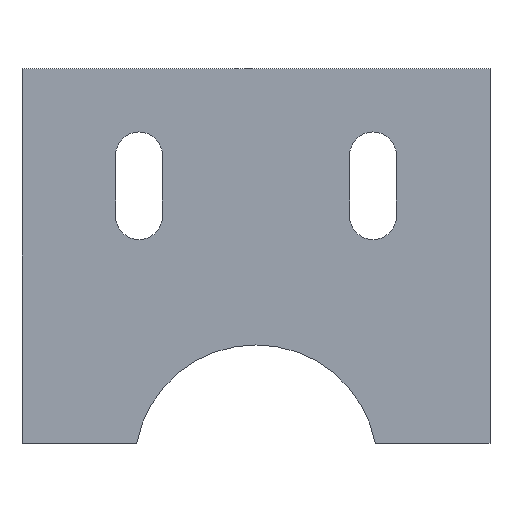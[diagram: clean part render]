
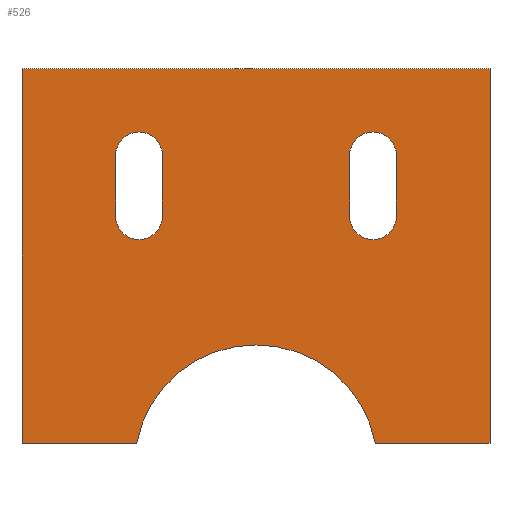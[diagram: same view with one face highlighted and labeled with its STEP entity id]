
A CAD part, front view. The second image highlights one B-rep face of the part: STEP entity #526.
In plain terms, the highlighted planar face has unit normal (0, -1, 0).
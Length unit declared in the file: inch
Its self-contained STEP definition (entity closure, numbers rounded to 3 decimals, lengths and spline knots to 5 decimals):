
#37=FACE_BOUND('',#125,.T.);
#38=FACE_BOUND('',#126,.T.);
#58=CIRCLE('',#578,0.65);
#59=CIRCLE('',#583,0.125);
#60=CIRCLE('',#586,0.125);
#61=CIRCLE('',#589,0.125);
#62=CIRCLE('',#592,0.125);
#88=FACE_OUTER_BOUND('',#124,.T.);
#124=EDGE_LOOP('',(#473,#474,#475,#476,#477,#478));
#125=EDGE_LOOP('',(#479,#480,#481,#482));
#126=EDGE_LOOP('',(#483,#484,#485,#486));
#128=LINE('',#753,#176);
#134=LINE('',#769,#182);
#158=LINE('',#854,#206);
#162=LINE('',#863,#210);
#164=LINE('',#870,#212);
#168=LINE('',#879,#216);
#170=LINE('',#886,#218);
#173=LINE('',#890,#221);
#174=LINE('',#892,#222);
#176=VECTOR('',#602,0.3937);
#182=VECTOR('',#614,0.3937);
#206=VECTOR('',#700,0.3937);
#210=VECTOR('',#710,0.3937);
#212=VECTOR('',#718,0.3937);
#216=VECTOR('',#728,0.3937);
#218=VECTOR('',#736,0.3937);
#221=VECTOR('',#741,0.3937);
#222=VECTOR('',#744,0.3937);
#224=VERTEX_POINT('',#750);
#225=VERTEX_POINT('',#752);
#229=VERTEX_POINT('',#762);
#232=VERTEX_POINT('',#767);
#261=VERTEX_POINT('',#852);
#262=VERTEX_POINT('',#853);
#263=VERTEX_POINT('',#858);
#264=VERTEX_POINT('',#862);
#265=VERTEX_POINT('',#868);
#266=VERTEX_POINT('',#869);
#267=VERTEX_POINT('',#874);
#268=VERTEX_POINT('',#878);
#269=VERTEX_POINT('',#884);
#270=VERTEX_POINT('',#885);
#272=EDGE_CURVE('',#224,#225,#128,.T.);
#280=EDGE_CURVE('',#232,#229,#134,.T.);
#317=EDGE_CURVE('',#224,#229,#58,.T.);
#322=EDGE_CURVE('',#261,#262,#158,.T.);
#325=EDGE_CURVE('',#263,#261,#59,.T.);
#327=EDGE_CURVE('',#264,#263,#162,.T.);
#329=EDGE_CURVE('',#262,#264,#60,.T.);
#330=EDGE_CURVE('',#265,#266,#164,.T.);
#333=EDGE_CURVE('',#267,#265,#61,.T.);
#335=EDGE_CURVE('',#268,#267,#168,.T.);
#337=EDGE_CURVE('',#266,#268,#62,.T.);
#338=EDGE_CURVE('',#269,#270,#170,.T.);
#341=EDGE_CURVE('',#225,#269,#173,.T.);
#342=EDGE_CURVE('',#270,#232,#174,.T.);
#473=ORIENTED_EDGE('',*,*,#317,.T.);
#474=ORIENTED_EDGE('',*,*,#280,.F.);
#475=ORIENTED_EDGE('',*,*,#342,.F.);
#476=ORIENTED_EDGE('',*,*,#338,.F.);
#477=ORIENTED_EDGE('',*,*,#341,.F.);
#478=ORIENTED_EDGE('',*,*,#272,.F.);
#479=ORIENTED_EDGE('',*,*,#337,.F.);
#480=ORIENTED_EDGE('',*,*,#330,.F.);
#481=ORIENTED_EDGE('',*,*,#333,.F.);
#482=ORIENTED_EDGE('',*,*,#335,.F.);
#483=ORIENTED_EDGE('',*,*,#329,.F.);
#484=ORIENTED_EDGE('',*,*,#322,.F.);
#485=ORIENTED_EDGE('',*,*,#325,.F.);
#486=ORIENTED_EDGE('',*,*,#327,.F.);
#500=PLANE('',#596);
#526=ADVANCED_FACE('',(#88,#37,#38),#500,.F.);
#578=AXIS2_PLACEMENT_3D('',#843,#688,#689);
#583=AXIS2_PLACEMENT_3D('',#859,#705,#706);
#586=AXIS2_PLACEMENT_3D('',#866,#714,#715);
#589=AXIS2_PLACEMENT_3D('',#875,#723,#724);
#592=AXIS2_PLACEMENT_3D('',#882,#732,#733);
#596=AXIS2_PLACEMENT_3D('',#893,#745,#746);
#602=DIRECTION('',(-1.,0.,0.));
#614=DIRECTION('',(-1.,0.,0.));
#688=DIRECTION('center_axis',(0.,1.,0.));
#689=DIRECTION('ref_axis',(1.,0.,0.));
#700=DIRECTION('',(0.,0.,1.));
#705=DIRECTION('center_axis',(0.,-1.,0.));
#706=DIRECTION('ref_axis',(-1.,0.,0.));
#710=DIRECTION('',(0.,0.,-1.));
#714=DIRECTION('center_axis',(0.,-1.,0.));
#715=DIRECTION('ref_axis',(1.,0.,0.));
#718=DIRECTION('',(0.,0.,1.));
#723=DIRECTION('center_axis',(0.,-1.,0.));
#724=DIRECTION('ref_axis',(-1.,0.,0.));
#728=DIRECTION('',(0.,0.,-1.));
#732=DIRECTION('center_axis',(0.,-1.,0.));
#733=DIRECTION('ref_axis',(1.,0.,0.));
#736=DIRECTION('',(1.,0.,0.));
#741=DIRECTION('',(0.,0.,1.));
#744=DIRECTION('',(0.,0.,-1.));
#745=DIRECTION('center_axis',(0.,1.,0.));
#746=DIRECTION('ref_axis',(0.,0.,1.));
#750=CARTESIAN_POINT('',(0.61213,0.,-2.));
#752=CARTESIAN_POINT('',(0.,0.,-2.));
#753=CARTESIAN_POINT('',(2.5,0.,-2.));
#762=CARTESIAN_POINT('',(1.88787,0.,-2.));
#767=CARTESIAN_POINT('',(2.5,0.,-2.));
#769=CARTESIAN_POINT('',(2.5,0.,-2.));
#843=CARTESIAN_POINT('Origin',(1.25,0.,-2.125));
#852=CARTESIAN_POINT('',(0.75,0.,-0.7875));
#853=CARTESIAN_POINT('',(0.75,0.,-0.4625));
#854=CARTESIAN_POINT('',(0.75,0.,-0.7875));
#858=CARTESIAN_POINT('',(0.5,0.,-0.7875));
#859=CARTESIAN_POINT('Origin',(0.625,0.,-0.7875));
#862=CARTESIAN_POINT('',(0.5,0.,-0.4625));
#863=CARTESIAN_POINT('',(0.5,0.,-0.4625));
#866=CARTESIAN_POINT('Origin',(0.625,0.,-0.4625));
#868=CARTESIAN_POINT('',(2.,0.,-0.7875));
#869=CARTESIAN_POINT('',(2.,0.,-0.4625));
#870=CARTESIAN_POINT('',(2.,0.,-0.7875));
#874=CARTESIAN_POINT('',(1.75,0.,-0.7875));
#875=CARTESIAN_POINT('Origin',(1.875,0.,-0.7875));
#878=CARTESIAN_POINT('',(1.75,0.,-0.4625));
#879=CARTESIAN_POINT('',(1.75,0.,-0.4625));
#882=CARTESIAN_POINT('Origin',(1.875,0.,-0.4625));
#884=CARTESIAN_POINT('',(0.,0.,0.));
#885=CARTESIAN_POINT('',(2.5,0.,0.));
#886=CARTESIAN_POINT('',(0.,0.,0.));
#890=CARTESIAN_POINT('',(0.,0.,-2.));
#892=CARTESIAN_POINT('',(2.5,0.,0.));
#893=CARTESIAN_POINT('Origin',(1.25,0.,-1.));
